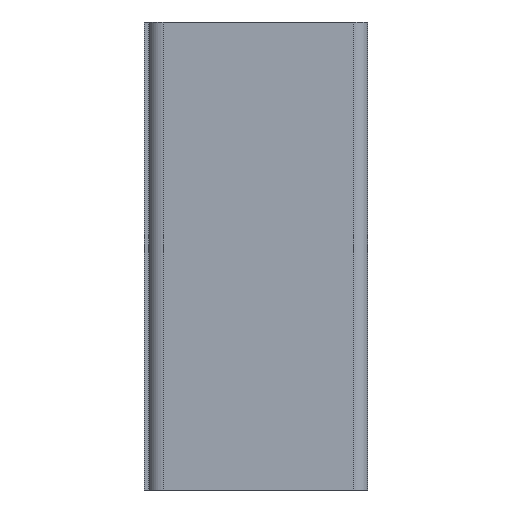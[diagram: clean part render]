
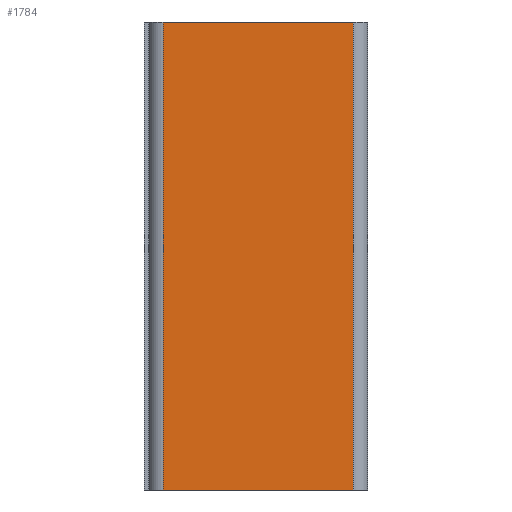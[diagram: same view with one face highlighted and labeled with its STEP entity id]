
A CAD part, left-side view. The second image highlights one B-rep face of the part: STEP entity #1784.
In plain terms, the highlighted planar face has unit normal (-1, 0, 0).
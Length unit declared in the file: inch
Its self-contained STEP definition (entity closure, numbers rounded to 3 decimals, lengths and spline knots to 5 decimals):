
#74=FACE_OUTER_BOUND('',#172,.T.);
#172=EDGE_LOOP('',(#1204,#1205,#1206,#1207));
#274=LINE('',#2541,#506);
#276=LINE('',#2547,#508);
#284=LINE('',#2565,#516);
#285=LINE('',#2566,#517);
#506=VECTOR('',#2045,0.032);
#508=VECTOR('',#2051,0.013);
#516=VECTOR('',#2063,0.013);
#517=VECTOR('',#2064,0.032);
#735=VERTEX_POINT('',#2538);
#736=VERTEX_POINT('',#2540);
#738=VERTEX_POINT('',#2546);
#746=VERTEX_POINT('',#2564);
#915=EDGE_CURVE('',#735,#736,#274,.T.);
#918=EDGE_CURVE('',#736,#738,#276,.T.);
#927=EDGE_CURVE('',#746,#735,#284,.T.);
#928=EDGE_CURVE('',#738,#746,#285,.T.);
#1204=ORIENTED_EDGE('',*,*,#915,.F.);
#1205=ORIENTED_EDGE('',*,*,#927,.F.);
#1206=ORIENTED_EDGE('',*,*,#928,.F.);
#1207=ORIENTED_EDGE('',*,*,#918,.F.);
#1701=PLANE('',#1896);
#1784=ADVANCED_FACE('',(#74),#1701,.T.);
#1896=AXIS2_PLACEMENT_3D('',#2563,#2061,#2062);
#2045=DIRECTION('',(0.,0.,-1.));
#2051=DIRECTION('',(0.,1.,0.));
#2061=DIRECTION('center_axis',(-1.,0.,0.));
#2062=DIRECTION('ref_axis',(0.,-1.,0.));
#2063=DIRECTION('',(0.,-1.,0.));
#2064=DIRECTION('',(0.,0.,1.));
#2538=CARTESIAN_POINT('',(-0.032,0.001,0.016));
#2540=CARTESIAN_POINT('',(-0.032,0.001,-0.016));
#2541=CARTESIAN_POINT('',(-0.032,0.001,0.));
#2546=CARTESIAN_POINT('',(-0.032,0.014,-0.016));
#2547=CARTESIAN_POINT('',(-0.032,0.015,-0.016));
#2563=CARTESIAN_POINT('Origin',(-0.032,0.015,0.));
#2564=CARTESIAN_POINT('',(-0.032,0.014,0.016));
#2565=CARTESIAN_POINT('',(-0.032,0.015,0.016));
#2566=CARTESIAN_POINT('',(-0.032,0.014,0.));
